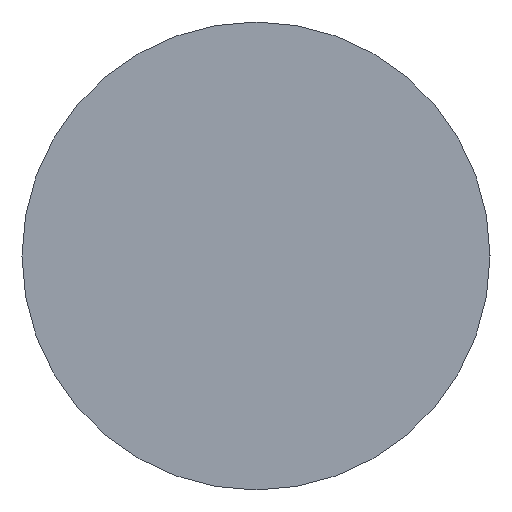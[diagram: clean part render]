
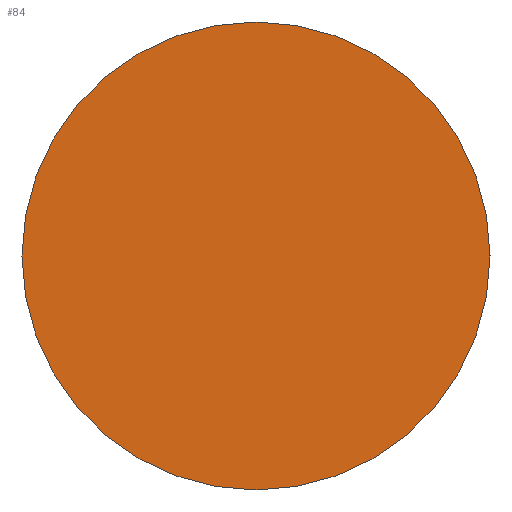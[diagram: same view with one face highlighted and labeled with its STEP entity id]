
A CAD part, left-side view. The second image highlights one B-rep face of the part: STEP entity #84.
In plain terms, the highlighted planar face has unit normal (-1, 0, 0).
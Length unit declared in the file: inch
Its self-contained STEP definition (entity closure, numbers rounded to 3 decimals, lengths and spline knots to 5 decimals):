
#4 = DIRECTION ( 'NONE',  ( 0., 0., -1. ) ) ;
#20 = CIRCLE ( 'NONE', #61, 0.0975 ) ;
#28 = ORIENTED_EDGE ( 'NONE', *, *, #190, .F. ) ;
#52 = FACE_OUTER_BOUND ( 'NONE', #185, .T. ) ;
#61 = AXIS2_PLACEMENT_3D ( 'NONE', #191, #233, #4 ) ;
#84 = ADVANCED_FACE ( 'NONE', ( #52 ), #237, .F. ) ;
#103 = DIRECTION ( 'NONE',  ( 1., 0., 0. ) ) ;
#122 = CARTESIAN_POINT ( 'NONE',  ( -1.76, 0., 0. ) ) ;
#155 = CARTESIAN_POINT ( 'NONE',  ( -1.76, 0., -0.0975 ) ) ;
#185 = EDGE_LOOP ( 'NONE', ( #28 ) ) ;
#190 = EDGE_CURVE ( 'NONE', #263, #263, #20, .T. ) ;
#191 = CARTESIAN_POINT ( 'NONE',  ( -1.76, 0., 0. ) ) ;
#213 = AXIS2_PLACEMENT_3D ( 'NONE', #122, #103, #260 ) ;
#233 = DIRECTION ( 'NONE',  ( 1., 0., 0. ) ) ;
#237 = PLANE ( 'NONE',  #213 ) ;
#260 = DIRECTION ( 'NONE',  ( 0., 0., -1. ) ) ;
#263 = VERTEX_POINT ( 'NONE', #155 ) ;
